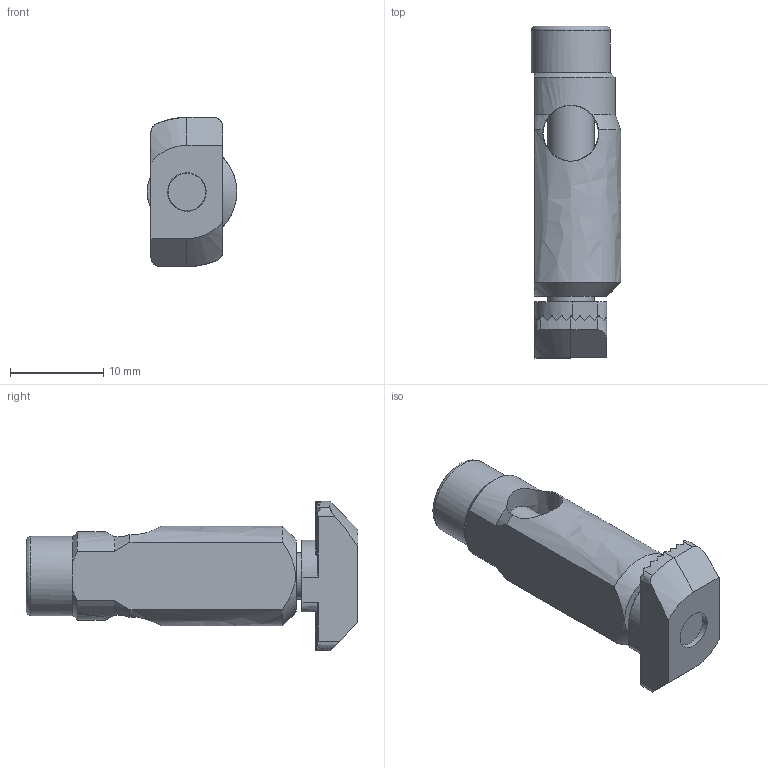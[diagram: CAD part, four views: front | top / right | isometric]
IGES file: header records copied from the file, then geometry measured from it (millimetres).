
Global section: file name: 340530; native system: Autodesk Inventor 2021; preprocessor: unknown; author: Špaček,,; organization: 11; date: 20230224.105546; units: millimetre
Bounding box: 9.6 x 35.6 x 16 mm (x, y, z)
Volume: 2494.4 mm3; surface area: 2488.9 mm2
Topology: 3 solids, 3 shells, 118 faces, 340 edges, 228 vertices
Faces by surface type: bspline 118
